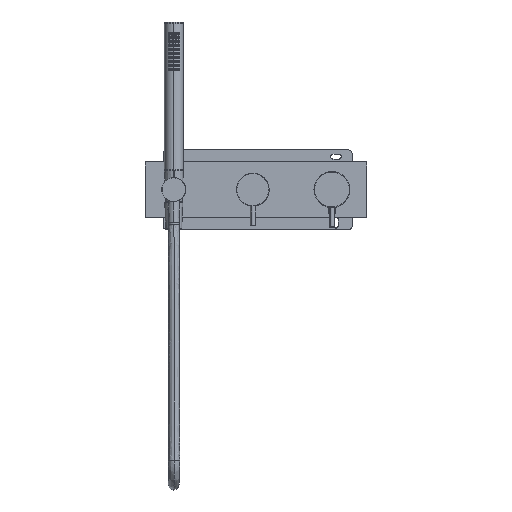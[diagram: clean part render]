
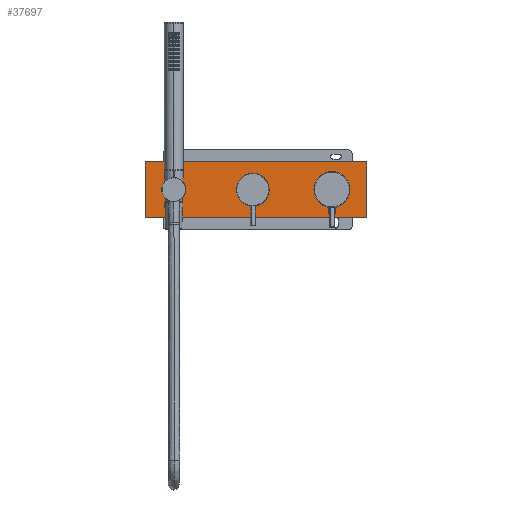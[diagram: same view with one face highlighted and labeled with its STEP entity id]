
A CAD part, top view. The second image highlights one B-rep face of the part: STEP entity #37697.
In plain terms, the highlighted face is planar.
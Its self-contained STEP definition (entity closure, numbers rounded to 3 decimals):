
#316 = AXIS2_PLACEMENT_3D ( 'NONE', #4454, #34050, #63597 ) ;
#1115 = AXIS2_PLACEMENT_3D ( 'NONE', #53408, #82918, #16555 ) ;
#1709 = CARTESIAN_POINT ( 'NONE',  ( 0., 2., 0. ) ) ;
#2018 = VERTEX_POINT ( 'NONE', #67436 ) ;
#3574 = EDGE_CURVE ( 'NONE', #77348, #2018, #91999, .T. ) ;
#4454 = CARTESIAN_POINT ( 'NONE',  ( -104., 2., 0. ) ) ;
#5763 = CIRCLE ( 'NONE', #60010, 20.75 ) ;
#6974 = ORIENTED_EDGE ( 'NONE', *, *, #11592, .T. ) ;
#8116 = DIRECTION ( 'NONE',  ( 0., 1., 0. ) ) ;
#8661 = ORIENTED_EDGE ( 'NONE', *, *, #94113, .T. ) ;
#9009 = FACE_BOUND ( 'NONE', #59430, .T. ) ;
#9649 = VERTEX_POINT ( 'NONE', #28353 ) ;
#10538 = CARTESIAN_POINT ( 'NONE',  ( -140., 2., -35. ) ) ;
#10949 = CARTESIAN_POINT ( 'NONE',  ( 140., 2., 35. ) ) ;
#11592 = EDGE_CURVE ( 'NONE', #45834, #59212, #17076, .T. ) ;
#11663 = CARTESIAN_POINT ( 'NONE',  ( -4., 2., 0. ) ) ;
#11736 = EDGE_CURVE ( 'NONE', #24010, #88518, #42133, .T. ) ;
#12203 = EDGE_LOOP ( 'NONE', ( #31026, #56820 ) ) ;
#13867 = CARTESIAN_POINT ( 'NONE',  ( 140., 2., -35. ) ) ;
#14197 = EDGE_CURVE ( 'NONE', #59212, #9649, #77297, .T. ) ;
#15829 = CARTESIAN_POINT ( 'NONE',  ( 96., 2., -22.75 ) ) ;
#16555 = DIRECTION ( 'NONE',  ( 0., 0., 1. ) ) ;
#16571 = EDGE_CURVE ( 'NONE', #9649, #35565, #31636, .T. ) ;
#17076 = LINE ( 'NONE', #46654, #34384 ) ;
#19834 = CIRCLE ( 'NONE', #73969, 20.75 ) ;
#24010 = VERTEX_POINT ( 'NONE', #67787 ) ;
#24178 = CARTESIAN_POINT ( 'NONE',  ( -104., 2., 0. ) ) ;
#24532 = CARTESIAN_POINT ( 'NONE',  ( -140., 2., 35. ) ) ;
#28353 = CARTESIAN_POINT ( 'NONE',  ( 140., 2., 35. ) ) ;
#28371 = VECTOR ( 'NONE', #90721, 1000. ) ;
#30507 = AXIS2_PLACEMENT_3D ( 'NONE', #1709, #31304, #60878 ) ;
#31026 = ORIENTED_EDGE ( 'NONE', *, *, #11736, .F. ) ;
#31304 = DIRECTION ( 'NONE',  ( 0., 1., 0. ) ) ;
#31636 = LINE ( 'NONE', #61218, #28371 ) ;
#32802 = ORIENTED_EDGE ( 'NONE', *, *, #71217, .F. ) ;
#34050 = DIRECTION ( 'NONE',  ( 0., 1., 0. ) ) ;
#34384 = VECTOR ( 'NONE', #76156, 1000. ) ;
#35565 = VERTEX_POINT ( 'NONE', #38194 ) ;
#35845 = EDGE_CURVE ( 'NONE', #2018, #77348, #42947, .T. ) ;
#36195 = CARTESIAN_POINT ( 'NONE',  ( -4., 2., 0. ) ) ;
#36972 = VERTEX_POINT ( 'NONE', #63492 ) ;
#37697 = ADVANCED_FACE ( 'NONE', ( #45847, #75358, #9009, #38604 ), #68112, .T. ) ;
#37731 = DIRECTION ( 'NONE',  ( 0., 0., 1. ) ) ;
#38194 = CARTESIAN_POINT ( 'NONE',  ( 140., 2., -35. ) ) ;
#38604 = FACE_OUTER_BOUND ( 'NONE', #87124, .T. ) ;
#40381 = ORIENTED_EDGE ( 'NONE', *, *, #3574, .F. ) ;
#40546 = DIRECTION ( 'NONE',  ( 1., 0., 0. ) ) ;
#40607 = EDGE_LOOP ( 'NONE', ( #91014, #40381 ) ) ;
#40974 = AXIS2_PLACEMENT_3D ( 'NONE', #24178, #53751, #83267 ) ;
#41259 = DIRECTION ( 'NONE',  ( 0., 1., 0. ) ) ;
#42133 = CIRCLE ( 'NONE', #316, 15.25 ) ;
#42947 = CIRCLE ( 'NONE', #1115, 22.75 ) ;
#43301 = ORIENTED_EDGE ( 'NONE', *, *, #14197, .T. ) ;
#43476 = DIRECTION ( 'NONE',  ( -1., 0., 0. ) ) ;
#45834 = VERTEX_POINT ( 'NONE', #10538 ) ;
#45847 = FACE_BOUND ( 'NONE', #40607, .T. ) ;
#46654 = CARTESIAN_POINT ( 'NONE',  ( -140., 2., 35. ) ) ;
#47393 = ORIENTED_EDGE ( 'NONE', *, *, #67752, .F. ) ;
#50214 = AXIS2_PLACEMENT_3D ( 'NONE', #74482, #8116, #37731 ) ;
#53408 = CARTESIAN_POINT ( 'NONE',  ( 96., 2., 0. ) ) ;
#53751 = DIRECTION ( 'NONE',  ( 0., 1., 0. ) ) ;
#56602 = CARTESIAN_POINT ( 'NONE',  ( -4., 2., -20.75 ) ) ;
#56820 = ORIENTED_EDGE ( 'NONE', *, *, #89085, .F. ) ;
#59212 = VERTEX_POINT ( 'NONE', #24532 ) ;
#59430 = EDGE_LOOP ( 'NONE', ( #47393, #32802 ) ) ;
#60010 = AXIS2_PLACEMENT_3D ( 'NONE', #36195, #65720, #95255 ) ;
#60878 = DIRECTION ( 'NONE',  ( 0., 0., 1. ) ) ;
#61218 = CARTESIAN_POINT ( 'NONE',  ( 140., 2., 35. ) ) ;
#62636 = VECTOR ( 'NONE', #43476, 1000. ) ;
#63492 = CARTESIAN_POINT ( 'NONE',  ( -4., 2., 20.75 ) ) ;
#63597 = DIRECTION ( 'NONE',  ( 0., 0., 1. ) ) ;
#65720 = DIRECTION ( 'NONE',  ( 0., 1., 0. ) ) ;
#67436 = CARTESIAN_POINT ( 'NONE',  ( 96., 2., 22.75 ) ) ;
#67752 = EDGE_CURVE ( 'NONE', #36972, #69247, #5763, .T. ) ;
#67787 = CARTESIAN_POINT ( 'NONE',  ( -104., 2., 15.25 ) ) ;
#68112 = PLANE ( 'NONE',  #30507 ) ;
#69247 = VERTEX_POINT ( 'NONE', #56602 ) ;
#70790 = DIRECTION ( 'NONE',  ( 0., 0., 1. ) ) ;
#71217 = EDGE_CURVE ( 'NONE', #69247, #36972, #19834, .T. ) ;
#73969 = AXIS2_PLACEMENT_3D ( 'NONE', #11663, #41259, #70790 ) ;
#74482 = CARTESIAN_POINT ( 'NONE',  ( 96., 2., 0. ) ) ;
#75358 = FACE_BOUND ( 'NONE', #12203, .T. ) ;
#76156 = DIRECTION ( 'NONE',  ( 0., 0., 1. ) ) ;
#76585 = ORIENTED_EDGE ( 'NONE', *, *, #16571, .T. ) ;
#77297 = LINE ( 'NONE', #10949, #86525 ) ;
#77348 = VERTEX_POINT ( 'NONE', #15829 ) ;
#80238 = LINE ( 'NONE', #13867, #62636 ) ;
#80571 = CARTESIAN_POINT ( 'NONE',  ( -104., 2., -15.25 ) ) ;
#82690 = CIRCLE ( 'NONE', #40974, 15.25 ) ;
#82918 = DIRECTION ( 'NONE',  ( 0., 1., 0. ) ) ;
#83267 = DIRECTION ( 'NONE',  ( 0., 0., 1. ) ) ;
#86525 = VECTOR ( 'NONE', #40546, 1000. ) ;
#87124 = EDGE_LOOP ( 'NONE', ( #6974, #43301, #76585, #8661 ) ) ;
#88518 = VERTEX_POINT ( 'NONE', #80571 ) ;
#89085 = EDGE_CURVE ( 'NONE', #88518, #24010, #82690, .T. ) ;
#90721 = DIRECTION ( 'NONE',  ( 0., 0., -1. ) ) ;
#91014 = ORIENTED_EDGE ( 'NONE', *, *, #35845, .F. ) ;
#91999 = CIRCLE ( 'NONE', #50214, 22.75 ) ;
#94113 = EDGE_CURVE ( 'NONE', #35565, #45834, #80238, .T. ) ;
#95255 = DIRECTION ( 'NONE',  ( 0., 0., 1. ) ) ;
